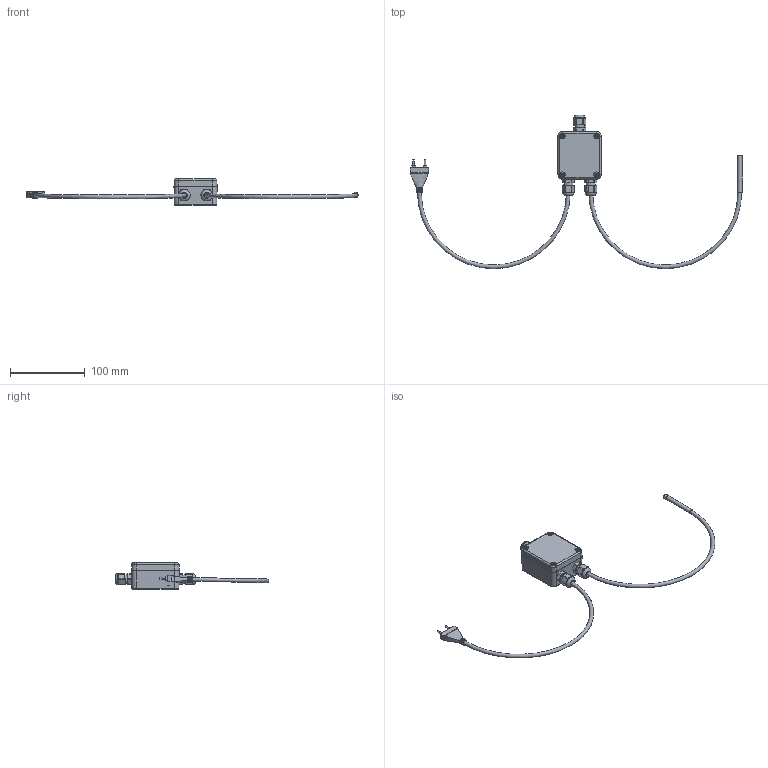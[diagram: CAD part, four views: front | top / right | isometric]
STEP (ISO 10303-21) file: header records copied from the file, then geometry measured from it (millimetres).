
FILE_DESCRIPTION(/* description */ (''),/* implementation_level */ '2;1');
FILE_NAME(/* name */ '3d_Si-QTF13xx_APONE.step',/* time_stamp */ '2021-07-30T14:20:15+02:00',/* author */ (''),/* organization */ (''),/* preprocessor_version */ 'ST-DEVELOPER v18.1',/* originating_system */ 'Autodesk Translation Framework v10.9.0.1377',/* authorisation */ '');
FILE_SCHEMA (('AUTOMOTIVE_DESIGN { 1 0 10303 214 3 1 1 }'));
Length unit declared in the file: millimetre
Products named in the file (10): Si-QTFxxxx; G201_E; wieko; sruba_M4; M12_dlawnica; Temperatura_Tx+przewod; Temperatura_Tx; Sensor_zalania+przewod; Przewod; Sensor_zalania
Assembly tree (15 placements, depth 3):
  Si-QTFxxxx
    M12_dlawnica  x3
    G201_E
      wieko
      sruba_M4  x4
    Temperatura_Tx+przewod
      Temperatura_Tx
      Przewod
    Sensor_zalania+przewod
      Przewod
      Sensor_zalania
Bounding box: 445.5 x 205.88 x 35 mm (x, y, z)
Volume: 83185.8 mm3; surface area: 54261.1 mm2
Topology: 13 solids, 13 shells, 631 faces, 1501 edges, 943 vertices
Faces by surface type: plane 266, cylinder 151, cone 128, torus 44, bspline 38, sphere 4
Full cylindrical faces by diameter (mm): 2 x2, 3.242 x6, 3.5 x4, 4 x7, 4.3 x2, 4.4 x2, 4.5 x4, 4.871 x2, 4.9 x4, 5 x3, 5.5 x3, 6 x1, 6.5 x4, 7.5 x7, 8 x6, 8.4 x2, 9.957 x3, 12 x6, 15 x3
Entity records: 15373 total; most frequent: CARTESIAN_POINT 4393, DIRECTION 2363, ORIENTED_EDGE 2158, EDGE_CURVE 1079, AXIS2_PLACEMENT_3D 918, VERTEX_POINT 685, LINE 527, VECTOR 527
